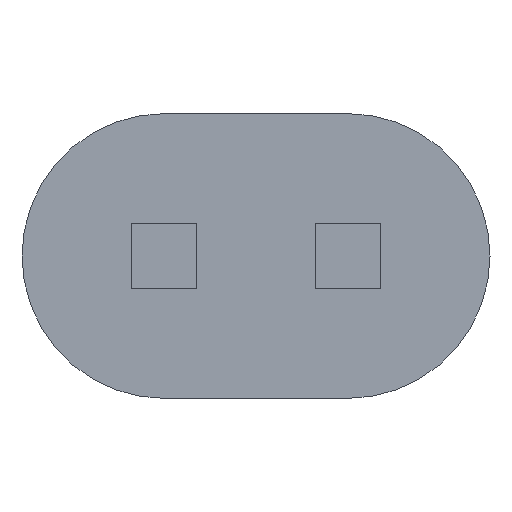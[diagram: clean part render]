
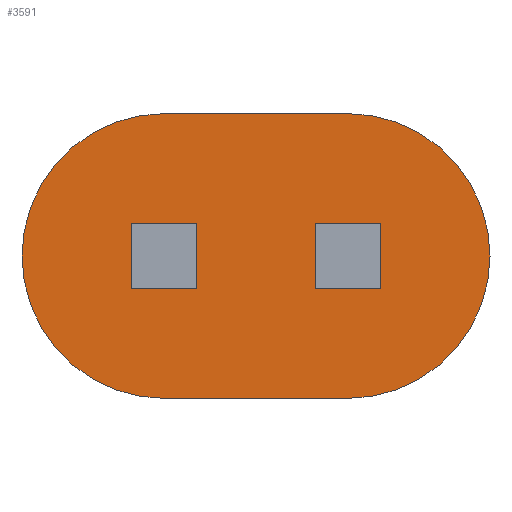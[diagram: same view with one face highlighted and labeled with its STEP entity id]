
A CAD part, front view. The second image highlights one B-rep face of the part: STEP entity #3591.
In plain terms, the highlighted planar face has unit normal (0, -1, 0).
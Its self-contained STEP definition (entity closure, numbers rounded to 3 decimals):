
#3176 = LINE ( 'NONE', #9778, #3236 ) ;
#3236 = VECTOR ( 'NONE', #9918, 1000. ) ;
#3363 = AXIS2_PLACEMENT_3D ( 'NONE', #29996, #29861, #29797 ) ;
#3591 = ADVANCED_FACE ( 'NONE', ( #38513 ), #30208, .F. ) ;
#3593 = CARTESIAN_POINT ( 'NONE',  ( 0., 0., 1750. ) ) ;
#4480 = VERTEX_POINT ( 'NONE', #19089 ) ;
#4768 = ORIENTED_EDGE ( 'NONE', *, *, #5124, .F. ) ;
#5124 = EDGE_CURVE ( 'NONE', #4480, #41785, #7544, .T. ) ;
#5395 = EDGE_CURVE ( 'NONE', #41785, #57164, #3176, .T. ) ;
#5577 = EDGE_CURVE ( 'NONE', #57164, #29272, #60411, .T. ) ;
#5959 = EDGE_CURVE ( 'NONE', #29272, #4480, #50939, .T. ) ;
#7544 = CIRCLE ( 'NONE', #49447, 1750. ) ;
#9778 = CARTESIAN_POINT ( 'NONE',  ( 0., 0., 1750. ) ) ;
#9918 = DIRECTION ( 'NONE',  ( 1., 0., 0. ) ) ;
#19089 = CARTESIAN_POINT ( 'NONE',  ( 0., 0., -1750. ) ) ;
#20323 = ORIENTED_EDGE ( 'NONE', *, *, #5395, .F. ) ;
#28602 = DIRECTION ( 'NONE',  ( 0., 0., 1. ) ) ;
#28873 = DIRECTION ( 'NONE',  ( 0., 1., 0. ) ) ;
#28924 = CARTESIAN_POINT ( 'NONE',  ( 0., 0., 0. ) ) ;
#29272 = VERTEX_POINT ( 'NONE', #41536 ) ;
#29797 = DIRECTION ( 'NONE',  ( 0., 0., 1. ) ) ;
#29861 = DIRECTION ( 'NONE',  ( 0., 1., 0. ) ) ;
#29996 = CARTESIAN_POINT ( 'NONE',  ( 0., 0., 0. ) ) ;
#30208 = PLANE ( 'NONE',  #3363 ) ;
#30439 = ORIENTED_EDGE ( 'NONE', *, *, #5959, .F. ) ;
#30898 = CARTESIAN_POINT ( 'NONE',  ( 2250., 0., 1750. ) ) ;
#38070 = DIRECTION ( 'NONE',  ( -1., 0., 0. ) ) ;
#38513 = FACE_OUTER_BOUND ( 'NONE', #51842, .T. ) ;
#41536 = CARTESIAN_POINT ( 'NONE',  ( 2250., 0., -1750. ) ) ;
#41612 = CARTESIAN_POINT ( 'NONE',  ( 0., 0., -1750. ) ) ;
#41785 = VERTEX_POINT ( 'NONE', #3593 ) ;
#43791 = AXIS2_PLACEMENT_3D ( 'NONE', #58823, #56365, #54772 ) ;
#49447 = AXIS2_PLACEMENT_3D ( 'NONE', #28924, #28873, #28602 ) ;
#50939 = LINE ( 'NONE', #41612, #51075 ) ;
#51075 = VECTOR ( 'NONE', #38070, 1000. ) ;
#51842 = EDGE_LOOP ( 'NONE', ( #4768, #30439, #53731, #20323 ) ) ;
#53731 = ORIENTED_EDGE ( 'NONE', *, *, #5577, .F. ) ;
#54772 = DIRECTION ( 'NONE',  ( 0., 0., 1. ) ) ;
#56365 = DIRECTION ( 'NONE',  ( 0., 1., 0. ) ) ;
#57164 = VERTEX_POINT ( 'NONE', #30898 ) ;
#58823 = CARTESIAN_POINT ( 'NONE',  ( 2250., 0., 0. ) ) ;
#60411 = CIRCLE ( 'NONE', #43791, 1750. ) ;
